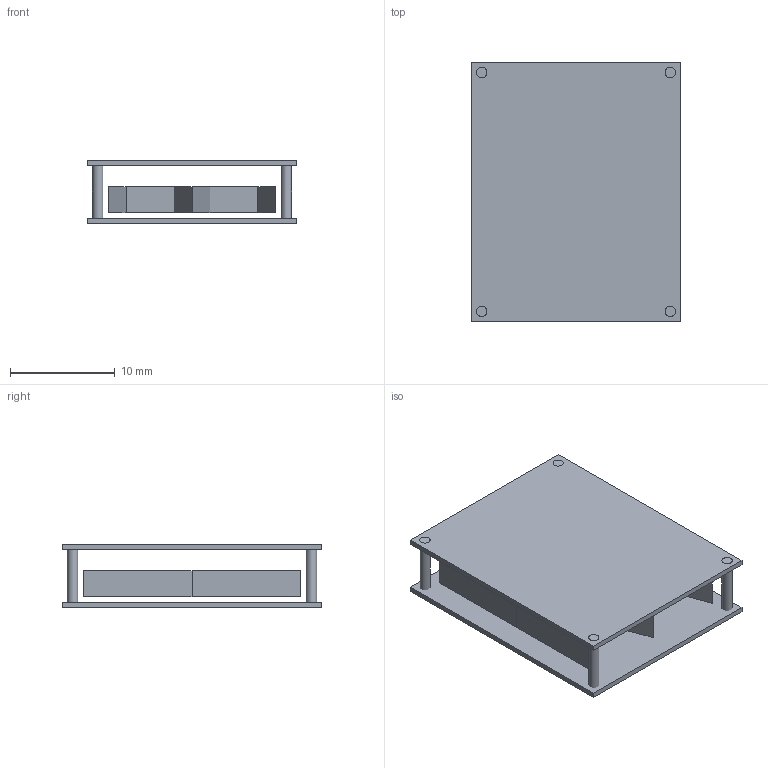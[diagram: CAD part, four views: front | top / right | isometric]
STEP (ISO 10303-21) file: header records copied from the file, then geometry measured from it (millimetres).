
FILE_DESCRIPTION(('FreeCAD Model'),'2;1');
FILE_NAME('Open CASCADE Shape Model','2025-06-15T00:44:32',('FreeCAD'),( 'FreeCAD'),'Open CASCADE STEP processor 7.8','FreeCAD','Unknown');
FILE_SCHEMA(('AUTOMOTIVE_DESIGN { 1 0 10303 214 1 1 1 1 }'));
Length unit declared in the file: millimetre
Products named in the file (1): Open CASCADE STEP translator 7.8 1
Bounding box: 20 x 24.79 x 6 mm (x, y, z)
Volume: 755.4 mm3; surface area: 2846.9 mm2
Topology: 10 solids, 10 shells, 64 faces, 132 edges, 88 vertices
Faces by surface type: plane 60, cylinder 4
Full cylindrical faces by diameter (mm): 1 x4
Entity records: 1656 total; most frequent: CARTESIAN_POINT 285, DIRECTION 270, ORIENTED_EDGE 264, EDGE_CURVE 132, LINE 124, VECTOR 124, VERTEX_POINT 88, AXIS2_PLACEMENT_3D 73
